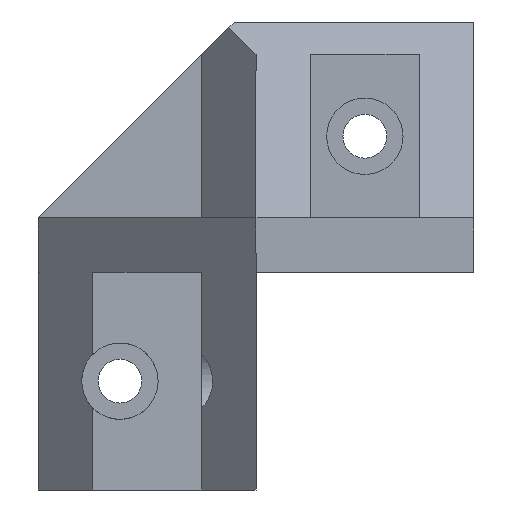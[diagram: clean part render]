
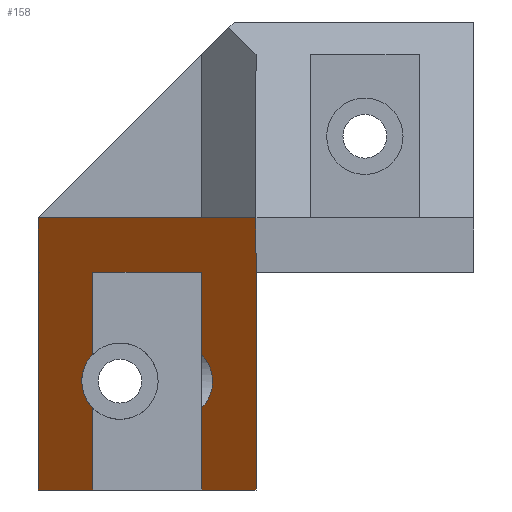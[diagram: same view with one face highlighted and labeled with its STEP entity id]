
A CAD part, front view. The second image highlights one B-rep face of the part: STEP entity #158.
In plain terms, the highlighted planar face has unit normal (-0.707, -0.707, 0).
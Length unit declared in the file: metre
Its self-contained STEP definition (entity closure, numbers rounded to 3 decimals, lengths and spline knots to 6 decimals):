
#158 = ADVANCED_FACE( '', ( #340 ), #341, .F. );
#340 = FACE_OUTER_BOUND( '', #519, .T. );
#341 = PLANE( '', #520 );
#519 = EDGE_LOOP( '', ( #880, #881, #882, #883, #884, #885, #886, #887, #888, #889, #890, #891, #892, #893 ) );
#520 = AXIS2_PLACEMENT_3D( '', #894, #895, #896 );
#880 = ORIENTED_EDGE( '', *, *, #1067, .T. );
#881 = ORIENTED_EDGE( '', *, *, #1029, .T. );
#882 = ORIENTED_EDGE( '', *, *, #1068, .T. );
#883 = ORIENTED_EDGE( '', *, *, #988, .T. );
#884 = ORIENTED_EDGE( '', *, *, #1046, .F. );
#885 = ORIENTED_EDGE( '', *, *, #976, .T. );
#886 = ORIENTED_EDGE( '', *, *, #1048, .F. );
#887 = ORIENTED_EDGE( '', *, *, #1041, .T. );
#888 = ORIENTED_EDGE( '', *, *, #960, .T. );
#889 = ORIENTED_EDGE( '', *, *, #1023, .F. );
#890 = ORIENTED_EDGE( '', *, *, #952, .F. );
#891 = ORIENTED_EDGE( '', *, *, #937, .T. );
#892 = ORIENTED_EDGE( '', *, *, #948, .F. );
#893 = ORIENTED_EDGE( '', *, *, #1044, .T. );
#894 = CARTESIAN_POINT( '', ( -0.009589, -0.010411, 0.005 ) );
#895 = DIRECTION( '', ( 0.707, 0.707, 0. ) );
#896 = DIRECTION( '', ( -0.707, 0.707, 0. ) );
#937 = EDGE_CURVE( '', #1092, #1093, #1094, .T. );
#948 = EDGE_CURVE( '', #1110, #1093, #1112, .T. );
#952 = EDGE_CURVE( '', #1092, #1114, #1117, .T. );
#960 = EDGE_CURVE( '', #1129, #1127, #1130, .T. );
#976 = EDGE_CURVE( '', #1152, #1153, #1155, .T. );
#988 = EDGE_CURVE( '', #1169, #1171, #1173, .T. );
#1023 = EDGE_CURVE( '', #1114, #1127, #1224, .T. );
#1029 = EDGE_CURVE( '', #1230, #1231, #1233, .T. );
#1041 = EDGE_CURVE( '', #1250, #1129, #1251, .T. );
#1044 = EDGE_CURVE( '', #1110, #1254, #1256, .T. );
#1046 = EDGE_CURVE( '', #1152, #1171, #1258, .T. );
#1048 = EDGE_CURVE( '', #1250, #1153, #1260, .T. );
#1067 = EDGE_CURVE( '', #1254, #1230, #1283, .T. );
#1068 = EDGE_CURVE( '', #1231, #1169, #1284, .T. );
#1092 = VERTEX_POINT( '', #1316 );
#1093 = VERTEX_POINT( '', #1317 );
#1094 = LINE( '', #1318, #1319 );
#1110 = VERTEX_POINT( '', #1342 );
#1112 = LINE( '', #1345, #1346 );
#1114 = VERTEX_POINT( '', #1348 );
#1117 = LINE( '', #1353, #1354 );
#1127 = VERTEX_POINT( '', #1367 );
#1129 = VERTEX_POINT( '', #1370 );
#1130 = LINE( '', #1371, #1372 );
#1152 = VERTEX_POINT( '', #1400 );
#1153 = VERTEX_POINT( '', #1401 );
#1155 = ELLIPSE( '', #1403, 0.004964, 0.00351 );
#1169 = VERTEX_POINT( '', #1419 );
#1171 = VERTEX_POINT( '', #1422 );
#1173 = LINE( '', #1425, #1426 );
#1224 = LINE( '', #1497, #1498 );
#1230 = VERTEX_POINT( '', #1506 );
#1231 = VERTEX_POINT( '', #1507 );
#1233 = ELLIPSE( '', #1509, 0.004964, 0.00351 );
#1250 = VERTEX_POINT( '', #1526 );
#1251 = LINE( '', #1527, #1528 );
#1254 = VERTEX_POINT( '', #1532 );
#1256 = LINE( '', #1535, #1536 );
#1258 = LINE( '', #1538, #1539 );
#1260 = LINE( '', #1542, #1543 );
#1283 = LINE( '', #1570, #1571 );
#1284 = LINE( '', #1572, #1573 );
#1316 = CARTESIAN_POINT( '', ( -0.02, 0., 0.005 ) );
#1317 = CARTESIAN_POINT( '', ( -0.02, 0., 0. ) );
#1318 = CARTESIAN_POINT( '', ( -0.02, 0., 0.005 ) );
#1319 = VECTOR( '', #1586, 1. );
#1342 = CARTESIAN_POINT( '', ( -0.02, 0., -0.02 ) );
#1345 = CARTESIAN_POINT( '', ( -0.02, 0., -0.02 ) );
#1346 = VECTOR( '', #1598, 1. );
#1348 = CARTESIAN_POINT( '', ( 0., -0.02, 0.005 ) );
#1353 = CARTESIAN_POINT( '', ( -0.009589, -0.010411, 0.005 ) );
#1354 = VECTOR( '', #1601, 1. );
#1367 = CARTESIAN_POINT( '', ( 0., -0.02, 0. ) );
#1370 = CARTESIAN_POINT( '', ( 0., -0.02, -0.02 ) );
#1371 = CARTESIAN_POINT( '', ( 0., -0.02, -0.02 ) );
#1372 = VECTOR( '', #1609, 1. );
#1400 = CARTESIAN_POINT( '', ( -0.005, -0.015, -0.007536 ) );
#1401 = CARTESIAN_POINT( '', ( -0.005, -0.015, -0.012464 ) );
#1403 = AXIS2_PLACEMENT_3D( '', #1631, #1632, #1633 );
#1419 = CARTESIAN_POINT( '', ( -0.015, -0.005, 0. ) );
#1422 = CARTESIAN_POINT( '', ( -0.005, -0.015, 0. ) );
#1425 = CARTESIAN_POINT( '', ( -0.009589, -0.010411, 0. ) );
#1426 = VECTOR( '', #1647, 1. );
#1497 = CARTESIAN_POINT( '', ( 0., -0.02, 0.005 ) );
#1498 = VECTOR( '', #1680, 1. );
#1506 = CARTESIAN_POINT( '', ( -0.015, -0.005, -0.012464 ) );
#1507 = CARTESIAN_POINT( '', ( -0.015, -0.005, -0.007536 ) );
#1509 = AXIS2_PLACEMENT_3D( '', #1689, #1690, #1691 );
#1526 = CARTESIAN_POINT( '', ( -0.005, -0.015, -0.02 ) );
#1527 = CARTESIAN_POINT( '', ( -0.0025, -0.0175, -0.02 ) );
#1528 = VECTOR( '', #1707, 1. );
#1532 = CARTESIAN_POINT( '', ( -0.015, -0.005, -0.02 ) );
#1535 = CARTESIAN_POINT( '', ( -0.009988, -0.010012, -0.02 ) );
#1536 = VECTOR( '', #1710, 1. );
#1538 = CARTESIAN_POINT( '', ( -0.005, -0.015, -0.02 ) );
#1539 = VECTOR( '', #1711, 1. );
#1542 = CARTESIAN_POINT( '', ( -0.005, -0.015, -0.02 ) );
#1543 = VECTOR( '', #1713, 1. );
#1570 = CARTESIAN_POINT( '', ( -0.015, -0.005, -0.02 ) );
#1571 = VECTOR( '', #1727, 1. );
#1572 = CARTESIAN_POINT( '', ( -0.015, -0.005, -0.02 ) );
#1573 = VECTOR( '', #1728, 1. );
#1586 = DIRECTION( '', ( 0., 0., -1. ) );
#1598 = DIRECTION( '', ( 0., 0., 1. ) );
#1601 = DIRECTION( '', ( 0.707, -0.707, 0. ) );
#1609 = DIRECTION( '', ( 0., 0., 1. ) );
#1631 = CARTESIAN_POINT( '', ( -0.0075, -0.0125, -0.01 ) );
#1632 = DIRECTION( '', ( 0.707, 0.707, 0. ) );
#1633 = DIRECTION( '', ( -0.707, 0.707, 0. ) );
#1647 = DIRECTION( '', ( 0.707, -0.707, 0. ) );
#1680 = DIRECTION( '', ( 0., 0., -1. ) );
#1689 = CARTESIAN_POINT( '', ( -0.0125, -0.0075, -0.01 ) );
#1690 = DIRECTION( '', ( 0.707, 0.707, 0. ) );
#1691 = DIRECTION( '', ( 0.707, -0.707, 0. ) );
#1707 = DIRECTION( '', ( 0.707, -0.707, 0. ) );
#1710 = DIRECTION( '', ( 0.707, -0.707, 0. ) );
#1711 = DIRECTION( '', ( 0., 0., 1. ) );
#1713 = DIRECTION( '', ( 0., 0., 1. ) );
#1727 = DIRECTION( '', ( 0., 0., 1. ) );
#1728 = DIRECTION( '', ( 0., 0., 1. ) );
